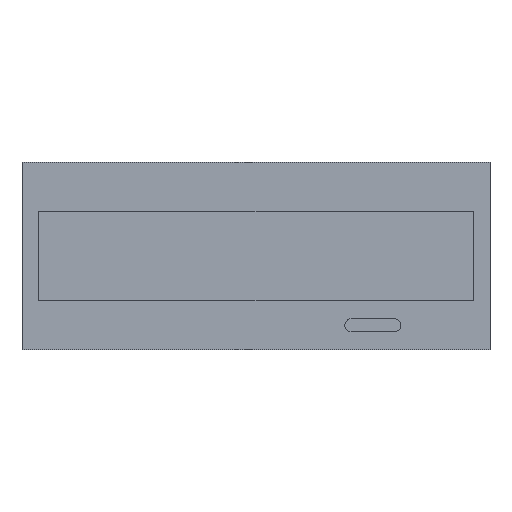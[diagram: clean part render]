
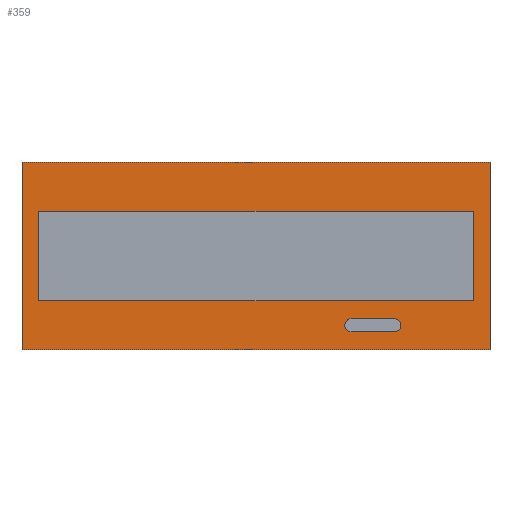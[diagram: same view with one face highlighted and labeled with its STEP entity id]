
A CAD part, top view. The second image highlights one B-rep face of the part: STEP entity #359.
In plain terms, the highlighted planar face has unit normal (0, 0, 1).
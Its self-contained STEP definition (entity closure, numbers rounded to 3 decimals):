
#21 = ORIENTED_EDGE ( 'NONE', *, *, #1433, .T. ) ;
#25 = VERTEX_POINT ( 'NONE', #772 ) ;
#55 = VERTEX_POINT ( 'NONE', #1381 ) ;
#56 = AXIS2_PLACEMENT_3D ( 'NONE', #1440, #482, #847 ) ;
#68 = VECTOR ( 'NONE', #264, 1000. ) ;
#75 = DIRECTION ( 'NONE',  ( 0., 0., 1. ) ) ;
#101 = VECTOR ( 'NONE', #854, 1000. ) ;
#105 = DIRECTION ( 'NONE',  ( -1., 0., 0. ) ) ;
#125 = CARTESIAN_POINT ( 'NONE',  ( 3.125, 1.25, 0. ) ) ;
#140 = EDGE_LOOP ( 'NONE', ( #1357, #498, #473, #721 ) ) ;
#148 = VERTEX_POINT ( 'NONE', #1143 ) ;
#149 = CARTESIAN_POINT ( 'NONE',  ( 2.9, 0.6, 0. ) ) ;
#156 = ORIENTED_EDGE ( 'NONE', *, *, #1188, .T. ) ;
#162 = ORIENTED_EDGE ( 'NONE', *, *, #688, .F. ) ;
#183 = ORIENTED_EDGE ( 'NONE', *, *, #489, .T. ) ;
#199 = EDGE_CURVE ( 'NONE', #1497, #218, #294, .T. ) ;
#204 = FACE_BOUND ( 'NONE', #140, .T. ) ;
#210 = VERTEX_POINT ( 'NONE', #633 ) ;
#218 = VERTEX_POINT ( 'NONE', #1227 ) ;
#232 = VERTEX_POINT ( 'NONE', #412 ) ;
#242 = LINE ( 'NONE', #1102, #525 ) ;
#261 = FACE_BOUND ( 'NONE', #1302, .T. ) ;
#264 = DIRECTION ( 'NONE',  ( -1., 0., 0. ) ) ;
#270 = EDGE_LOOP ( 'NONE', ( #183, #156, #21, #331 ) ) ;
#281 = DIRECTION ( 'NONE',  ( 0., 1., 0. ) ) ;
#291 = LINE ( 'NONE', #1268, #582 ) ;
#294 = LINE ( 'NONE', #149, #1289 ) ;
#295 = CARTESIAN_POINT ( 'NONE',  ( 1.935, -0.925, 0. ) ) ;
#322 = PLANE ( 'NONE',  #1493 ) ;
#331 = ORIENTED_EDGE ( 'NONE', *, *, #462, .T. ) ;
#354 = DIRECTION ( 'NONE',  ( 0., 0., 1. ) ) ;
#357 = DIRECTION ( 'NONE',  ( 1., 0., 0. ) ) ;
#359 = ADVANCED_FACE ( 'NONE', ( #204, #261, #1312 ), #322, .F. ) ;
#412 = CARTESIAN_POINT ( 'NONE',  ( 1.85, -0.84, 0. ) ) ;
#420 = LINE ( 'NONE', #867, #68 ) ;
#438 = DIRECTION ( 'NONE',  ( 1., 0., 0. ) ) ;
#440 = VERTEX_POINT ( 'NONE', #816 ) ;
#462 = EDGE_CURVE ( 'NONE', #25, #440, #420, .T. ) ;
#467 = CARTESIAN_POINT ( 'NONE',  ( 1.27, -1.01, 0. ) ) ;
#473 = ORIENTED_EDGE ( 'NONE', *, *, #588, .F. ) ;
#482 = DIRECTION ( 'NONE',  ( 0., 0., 1. ) ) ;
#489 = EDGE_CURVE ( 'NONE', #440, #1520, #242, .T. ) ;
#498 = ORIENTED_EDGE ( 'NONE', *, *, #1032, .F. ) ;
#525 = VECTOR ( 'NONE', #626, 1000. ) ;
#544 = DIRECTION ( 'NONE',  ( 0., -1., 0. ) ) ;
#560 = LINE ( 'NONE', #125, #101 ) ;
#574 = ORIENTED_EDGE ( 'NONE', *, *, #877, .F. ) ;
#577 = ORIENTED_EDGE ( 'NONE', *, *, #990, .F. ) ;
#578 = CARTESIAN_POINT ( 'NONE',  ( 1.27, -0.84, 0. ) ) ;
#582 = VECTOR ( 'NONE', #544, 1000. ) ;
#588 = EDGE_CURVE ( 'NONE', #218, #210, #1291, .T. ) ;
#626 = DIRECTION ( 'NONE',  ( 0., -1., 0. ) ) ;
#633 = CARTESIAN_POINT ( 'NONE',  ( -2.9, 0.6, 0. ) ) ;
#676 = LINE ( 'NONE', #1418, #1245 ) ;
#682 = AXIS2_PLACEMENT_3D ( 'NONE', #1288, #354, #707 ) ;
#687 = CARTESIAN_POINT ( 'NONE',  ( 1.27, -0.925, 0. ) ) ;
#688 = EDGE_CURVE ( 'NONE', #989, #826, #955, .T. ) ;
#696 = VECTOR ( 'NONE', #1075, 1000. ) ;
#707 = DIRECTION ( 'NONE',  ( 1., 0., 0. ) ) ;
#721 = ORIENTED_EDGE ( 'NONE', *, *, #199, .F. ) ;
#728 = CARTESIAN_POINT ( 'NONE',  ( 3.125, -1.25, 0. ) ) ;
#772 = CARTESIAN_POINT ( 'NONE',  ( 3.125, 1.25, 0. ) ) ;
#816 = CARTESIAN_POINT ( 'NONE',  ( -3.125, 1.25, 0. ) ) ;
#825 = CARTESIAN_POINT ( 'NONE',  ( 0., 0., 0. ) ) ;
#826 = VERTEX_POINT ( 'NONE', #939 ) ;
#832 = DIRECTION ( 'NONE',  ( 0., 0., -1. ) ) ;
#836 = AXIS2_PLACEMENT_3D ( 'NONE', #687, #75, #438 ) ;
#847 = DIRECTION ( 'NONE',  ( 1., 0., 0. ) ) ;
#854 = DIRECTION ( 'NONE',  ( 0., 1., 0. ) ) ;
#856 = CARTESIAN_POINT ( 'NONE',  ( 1.27, -0.84, 0. ) ) ;
#867 = CARTESIAN_POINT ( 'NONE',  ( -3.125, 1.25, 0. ) ) ;
#877 = EDGE_CURVE ( 'NONE', #55, #1463, #1066, .T. ) ;
#882 = LINE ( 'NONE', #467, #1437 ) ;
#927 = EDGE_CURVE ( 'NONE', #826, #55, #882, .T. ) ;
#932 = VECTOR ( 'NONE', #1359, 1000. ) ;
#939 = CARTESIAN_POINT ( 'NONE',  ( 1.27, -1.01, 0. ) ) ;
#955 = CIRCLE ( 'NONE', #836, 0.085 ) ;
#989 = VERTEX_POINT ( 'NONE', #856 ) ;
#990 = EDGE_CURVE ( 'NONE', #1463, #232, #1457, .T. ) ;
#1030 = ORIENTED_EDGE ( 'NONE', *, *, #927, .F. ) ;
#1032 = EDGE_CURVE ( 'NONE', #210, #148, #291, .T. ) ;
#1066 = CIRCLE ( 'NONE', #682, 0.085 ) ;
#1075 = DIRECTION ( 'NONE',  ( -1., 0., 0. ) ) ;
#1102 = CARTESIAN_POINT ( 'NONE',  ( -3.125, -1.25, 0. ) ) ;
#1114 = ORIENTED_EDGE ( 'NONE', *, *, #1167, .F. ) ;
#1116 = CARTESIAN_POINT ( 'NONE',  ( 2.9, -0.6, 0. ) ) ;
#1124 = CARTESIAN_POINT ( 'NONE',  ( -3.125, -1.25, 0. ) ) ;
#1143 = CARTESIAN_POINT ( 'NONE',  ( -2.9, -0.6, 0. ) ) ;
#1167 = EDGE_CURVE ( 'NONE', #232, #989, #1290, .T. ) ;
#1188 = EDGE_CURVE ( 'NONE', #1520, #1397, #676, .T. ) ;
#1227 = CARTESIAN_POINT ( 'NONE',  ( 2.9, 0.6, 0. ) ) ;
#1245 = VECTOR ( 'NONE', #357, 1000. ) ;
#1268 = CARTESIAN_POINT ( 'NONE',  ( -2.9, -0.6, 0. ) ) ;
#1288 = CARTESIAN_POINT ( 'NONE',  ( 1.85, -0.925, 0. ) ) ;
#1289 = VECTOR ( 'NONE', #281, 1000. ) ;
#1290 = LINE ( 'NONE', #578, #1329 ) ;
#1291 = LINE ( 'NONE', #1326, #696 ) ;
#1302 = EDGE_LOOP ( 'NONE', ( #1030, #162, #1114, #577, #574 ) ) ;
#1312 = FACE_OUTER_BOUND ( 'NONE', #270, .T. ) ;
#1326 = CARTESIAN_POINT ( 'NONE',  ( -2.9, 0.6, 0. ) ) ;
#1329 = VECTOR ( 'NONE', #105, 1000. ) ;
#1357 = ORIENTED_EDGE ( 'NONE', *, *, #1521, .F. ) ;
#1359 = DIRECTION ( 'NONE',  ( 1., 0., 0. ) ) ;
#1381 = CARTESIAN_POINT ( 'NONE',  ( 1.85, -1.01, 0. ) ) ;
#1397 = VERTEX_POINT ( 'NONE', #728 ) ;
#1418 = CARTESIAN_POINT ( 'NONE',  ( 3.125, -1.25, 0. ) ) ;
#1433 = EDGE_CURVE ( 'NONE', #1397, #25, #560, .T. ) ;
#1436 = DIRECTION ( 'NONE',  ( 1., 0., 0. ) ) ;
#1437 = VECTOR ( 'NONE', #1436, 1000. ) ;
#1440 = CARTESIAN_POINT ( 'NONE',  ( 1.85, -0.925, 0. ) ) ;
#1457 = CIRCLE ( 'NONE', #56, 0.085 ) ;
#1463 = VERTEX_POINT ( 'NONE', #295 ) ;
#1479 = CARTESIAN_POINT ( 'NONE',  ( 2.9, -0.6, 0. ) ) ;
#1493 = AXIS2_PLACEMENT_3D ( 'NONE', #825, #832, #1546 ) ;
#1497 = VERTEX_POINT ( 'NONE', #1116 ) ;
#1520 = VERTEX_POINT ( 'NONE', #1124 ) ;
#1521 = EDGE_CURVE ( 'NONE', #148, #1497, #1547, .T. ) ;
#1546 = DIRECTION ( 'NONE',  ( -1., 0., 0. ) ) ;
#1547 = LINE ( 'NONE', #1479, #932 ) ;
